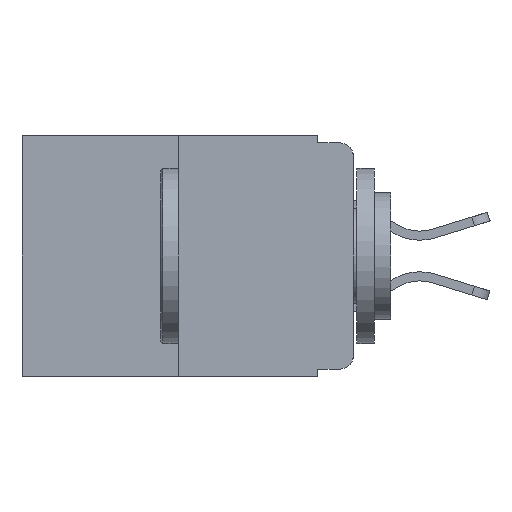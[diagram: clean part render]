
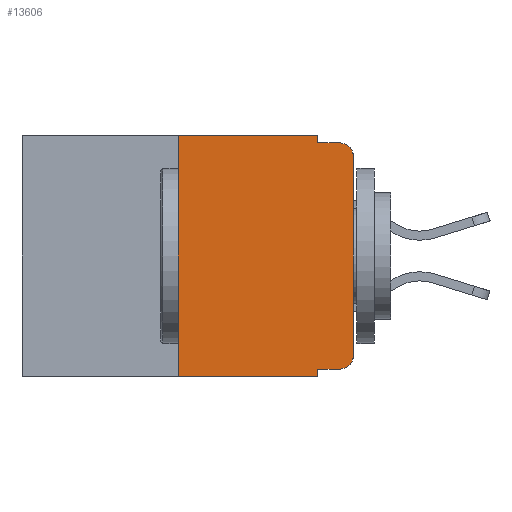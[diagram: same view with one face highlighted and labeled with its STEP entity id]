
A CAD part, left-side view. The second image highlights one B-rep face of the part: STEP entity #13606.
In plain terms, the highlighted planar face has unit normal (-1, 0, 0).
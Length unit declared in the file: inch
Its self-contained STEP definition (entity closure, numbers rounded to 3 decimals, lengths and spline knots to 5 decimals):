
#198 = EDGE_CURVE ( 'NONE', #4497, #297, #11176, .T. ) ;
#297 = VERTEX_POINT ( 'NONE', #309 ) ;
#309 = CARTESIAN_POINT ( 'NONE',  ( 0., 0.051, -0.01 ) ) ;
#393 = DIRECTION ( 'NONE',  ( 0., 0., -1. ) ) ;
#565 = VERTEX_POINT ( 'NONE', #14176 ) ;
#623 = VERTEX_POINT ( 'NONE', #11555 ) ;
#958 = VECTOR ( 'NONE', #9334, 39.37008 ) ;
#973 = ORIENTED_EDGE ( 'NONE', *, *, #2029, .T. ) ;
#1170 = EDGE_CURVE ( 'NONE', #297, #6371, #10441, .T. ) ;
#1649 = CARTESIAN_POINT ( 'NONE',  ( 0., 0.051, 0. ) ) ;
#2029 = EDGE_CURVE ( 'NONE', #12562, #6371, #6513, .T. ) ;
#2105 = CARTESIAN_POINT ( 'NONE',  ( 0., 0.051, 0. ) ) ;
#2278 = DIRECTION ( 'NONE',  ( 0., 0., -1. ) ) ;
#2315 = LINE ( 'NONE', #5012, #11258 ) ;
#2539 = CARTESIAN_POINT ( 'NONE',  ( 0., 0.25, 0. ) ) ;
#2585 = ORIENTED_EDGE ( 'NONE', *, *, #2890, .T. ) ;
#2803 = ORIENTED_EDGE ( 'NONE', *, *, #10966, .T. ) ;
#2850 = VERTEX_POINT ( 'NONE', #8794 ) ;
#2890 = EDGE_CURVE ( 'NONE', #11508, #12562, #7895, .T. ) ;
#2924 = LINE ( 'NONE', #2539, #6142 ) ;
#3423 = CARTESIAN_POINT ( 'NONE',  ( 0., 0.02, -0.01 ) ) ;
#3671 = EDGE_LOOP ( 'NONE', ( #2585, #973, #8844, #12400, #11994, #9009, #14681, #6713, #10971, #2803 ) ) ;
#3696 = CARTESIAN_POINT ( 'NONE',  ( 0., 0., -0.03 ) ) ;
#3770 = CARTESIAN_POINT ( 'NONE',  ( 0., 0.051, -0.01 ) ) ;
#4458 = VERTEX_POINT ( 'NONE', #13494 ) ;
#4497 = VERTEX_POINT ( 'NONE', #2105 ) ;
#4539 = CARTESIAN_POINT ( 'NONE',  ( 0., 0.473, 0. ) ) ;
#4833 = CARTESIAN_POINT ( 'NONE',  ( 0., 0.051, -0.343 ) ) ;
#5012 = CARTESIAN_POINT ( 'NONE',  ( 0., 0.473, -0.343 ) ) ;
#5142 = EDGE_CURVE ( 'NONE', #2850, #4497, #9256, .T. ) ;
#5763 = DIRECTION ( 'NONE',  ( 0., 0., -1. ) ) ;
#6142 = VECTOR ( 'NONE', #8388, 39.37008 ) ;
#6147 = DIRECTION ( 'NONE',  ( -1., 0., 0. ) ) ;
#6172 = DIRECTION ( 'NONE',  ( 0., -1., 0. ) ) ;
#6251 = AXIS2_PLACEMENT_3D ( 'NONE', #14375, #7733, #393 ) ;
#6371 = VERTEX_POINT ( 'NONE', #3423 ) ;
#6513 = CIRCLE ( 'NONE', #6761, 0.02 ) ;
#6713 = ORIENTED_EDGE ( 'NONE', *, *, #13154, .F. ) ;
#6761 = AXIS2_PLACEMENT_3D ( 'NONE', #11532, #6147, #7590 ) ;
#7122 = DIRECTION ( 'NONE',  ( 0., 0., -1. ) ) ;
#7348 = EDGE_CURVE ( 'NONE', #565, #12499, #2315, .T. ) ;
#7590 = DIRECTION ( 'NONE',  ( 0., 0., -1. ) ) ;
#7733 = DIRECTION ( 'NONE',  ( -1., 0., 0. ) ) ;
#7895 = LINE ( 'NONE', #12362, #10202 ) ;
#7915 = FACE_OUTER_BOUND ( 'NONE', #3671, .T. ) ;
#8144 = VECTOR ( 'NONE', #2278, 39.37008 ) ;
#8171 = CARTESIAN_POINT ( 'NONE',  ( 0., 0.051, -0.333 ) ) ;
#8211 = VECTOR ( 'NONE', #14798, 39.37008 ) ;
#8388 = DIRECTION ( 'NONE',  ( 0., 0., 1. ) ) ;
#8637 = VECTOR ( 'NONE', #7122, 39.37008 ) ;
#8794 = CARTESIAN_POINT ( 'NONE',  ( 0., 0.25, 0. ) ) ;
#8844 = ORIENTED_EDGE ( 'NONE', *, *, #1170, .F. ) ;
#9009 = ORIENTED_EDGE ( 'NONE', *, *, #14576, .F. ) ;
#9062 = PLANE ( 'NONE',  #12338 ) ;
#9256 = LINE ( 'NONE', #9376, #11968 ) ;
#9321 = LINE ( 'NONE', #10553, #8637 ) ;
#9334 = DIRECTION ( 'NONE',  ( 0., -1., 0. ) ) ;
#9376 = CARTESIAN_POINT ( 'NONE',  ( 0., 0.473, 0. ) ) ;
#10202 = VECTOR ( 'NONE', #11593, 39.37008 ) ;
#10441 = LINE ( 'NONE', #3770, #958 ) ;
#10553 = CARTESIAN_POINT ( 'NONE',  ( 0., 0.051, 0. ) ) ;
#10966 = EDGE_CURVE ( 'NONE', #623, #11508, #12365, .T. ) ;
#10971 = ORIENTED_EDGE ( 'NONE', *, *, #12462, .T. ) ;
#11176 = LINE ( 'NONE', #1649, #8144 ) ;
#11247 = LINE ( 'NONE', #8171, #8211 ) ;
#11258 = VECTOR ( 'NONE', #6172, 39.37008 ) ;
#11508 = VERTEX_POINT ( 'NONE', #12053 ) ;
#11532 = CARTESIAN_POINT ( 'NONE',  ( 0., 0.02, -0.03 ) ) ;
#11555 = CARTESIAN_POINT ( 'NONE',  ( 0., 0.02, -0.333 ) ) ;
#11593 = DIRECTION ( 'NONE',  ( 0., 0., 1. ) ) ;
#11968 = VECTOR ( 'NONE', #14907, 39.37008 ) ;
#11994 = ORIENTED_EDGE ( 'NONE', *, *, #5142, .F. ) ;
#12053 = CARTESIAN_POINT ( 'NONE',  ( 0., 0., -0.313 ) ) ;
#12338 = AXIS2_PLACEMENT_3D ( 'NONE', #4539, #12514, #5763 ) ;
#12362 = CARTESIAN_POINT ( 'NONE',  ( 0., 0., 0. ) ) ;
#12365 = CIRCLE ( 'NONE', #6251, 0.02 ) ;
#12400 = ORIENTED_EDGE ( 'NONE', *, *, #198, .F. ) ;
#12462 = EDGE_CURVE ( 'NONE', #4458, #623, #11247, .T. ) ;
#12499 = VERTEX_POINT ( 'NONE', #4833 ) ;
#12514 = DIRECTION ( 'NONE',  ( 1., 0., 0. ) ) ;
#12562 = VERTEX_POINT ( 'NONE', #3696 ) ;
#13154 = EDGE_CURVE ( 'NONE', #4458, #12499, #9321, .T. ) ;
#13494 = CARTESIAN_POINT ( 'NONE',  ( 0., 0.051, -0.333 ) ) ;
#13606 = ADVANCED_FACE ( 'NONE', ( #7915 ), #9062, .F. ) ;
#14176 = CARTESIAN_POINT ( 'NONE',  ( 0., 0.25, -0.343 ) ) ;
#14375 = CARTESIAN_POINT ( 'NONE',  ( 0., 0.02, -0.313 ) ) ;
#14576 = EDGE_CURVE ( 'NONE', #565, #2850, #2924, .T. ) ;
#14681 = ORIENTED_EDGE ( 'NONE', *, *, #7348, .T. ) ;
#14798 = DIRECTION ( 'NONE',  ( 0., -1., 0. ) ) ;
#14907 = DIRECTION ( 'NONE',  ( 0., -1., 0. ) ) ;
